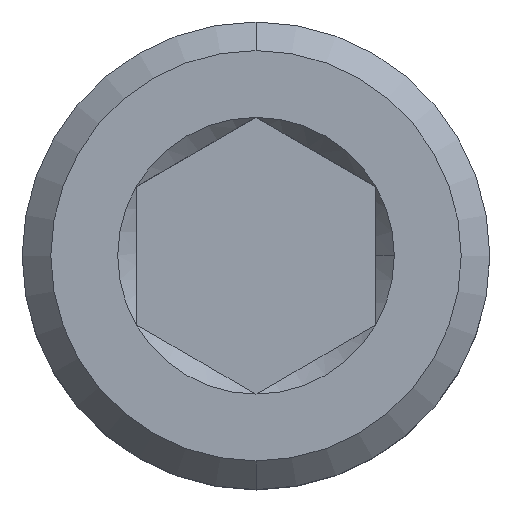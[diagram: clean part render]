
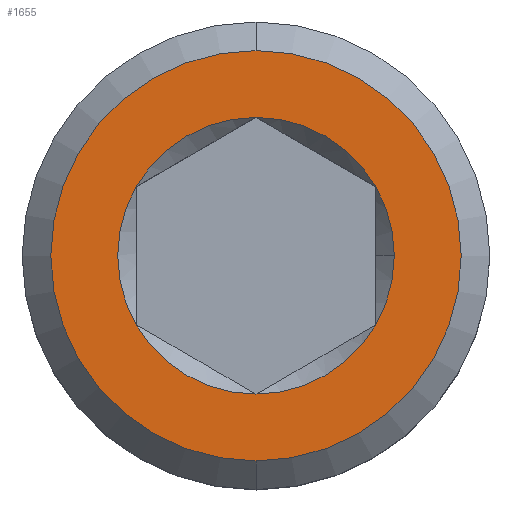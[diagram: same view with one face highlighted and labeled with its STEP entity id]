
A CAD part, top view. The second image highlights one B-rep face of the part: STEP entity #1655.
In plain terms, the highlighted planar face has unit normal (0, 0, 1).
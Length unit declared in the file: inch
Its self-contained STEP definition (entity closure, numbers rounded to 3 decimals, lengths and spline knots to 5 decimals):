
#91 = VERTEX_POINT ( 'NONE', #7682 ) ;
#305 = AXIS2_PLACEMENT_3D ( 'NONE', #2641, #2039, #1465 ) ;
#330 = CARTESIAN_POINT ( 'NONE',  ( 0., 0., 0.556 ) ) ;
#433 = VERTEX_POINT ( 'NONE', #2587 ) ;
#486 = VERTEX_POINT ( 'NONE', #505 ) ;
#505 = CARTESIAN_POINT ( 'NONE',  ( 0., -0.0803, 0.556 ) ) ;
#600 = VERTEX_POINT ( 'NONE', #6652 ) ;
#601 = DIRECTION ( 'NONE',  ( 0., 0., 1. ) ) ;
#646 = EDGE_CURVE ( 'NONE', #433, #486, #3962, .T. ) ;
#840 = DIRECTION ( 'NONE',  ( 0., 0., 1. ) ) ;
#965 = DIRECTION ( 'NONE',  ( 1., 0., 0. ) ) ;
#987 = VERTEX_POINT ( 'NONE', #4685 ) ;
#1465 = DIRECTION ( 'NONE',  ( 0., 1., 0. ) ) ;
#1506 = CIRCLE ( 'NONE', #6830, 0.05413 ) ;
#1608 = CARTESIAN_POINT ( 'NONE',  ( 0., 0., 0.556 ) ) ;
#1610 = CIRCLE ( 'NONE', #305, 0.0803 ) ;
#1655 = ADVANCED_FACE ( 'NONE', ( #4962, #7863 ), #6368, .T. ) ;
#1687 = DIRECTION ( 'NONE',  ( 0., 0., 1. ) ) ;
#1725 = CIRCLE ( 'NONE', #7597, 0.05413 ) ;
#1887 = DIRECTION ( 'NONE',  ( 0., 0., 1. ) ) ;
#1972 = AXIS2_PLACEMENT_3D ( 'NONE', #1608, #6687, #6064 ) ;
#2007 = EDGE_CURVE ( 'NONE', #5250, #600, #5392, .T. ) ;
#2039 = DIRECTION ( 'NONE',  ( 0., 0., -1. ) ) ;
#2180 = ORIENTED_EDGE ( 'NONE', *, *, #646, .F. ) ;
#2576 = CARTESIAN_POINT ( 'NONE',  ( 0., 0., 0.556 ) ) ;
#2581 = VERTEX_POINT ( 'NONE', #5773 ) ;
#2587 = CARTESIAN_POINT ( 'NONE',  ( 0., 0.0803, 0.556 ) ) ;
#2641 = CARTESIAN_POINT ( 'NONE',  ( 0., 0., 0.556 ) ) ;
#2729 = DIRECTION ( 'NONE',  ( 0., 0., 1. ) ) ;
#2760 = VERTEX_POINT ( 'NONE', #5447 ) ;
#2799 = DIRECTION ( 'NONE',  ( 0., 0., 1. ) ) ;
#3059 = CARTESIAN_POINT ( 'NONE',  ( 0.04687, 0.02706, 0.556 ) ) ;
#3128 = CIRCLE ( 'NONE', #6790, 0.05413 ) ;
#3147 = CARTESIAN_POINT ( 'NONE',  ( 0., -0.05413, 0.556 ) ) ;
#3503 = EDGE_CURVE ( 'NONE', #91, #6901, #3512, .T. ) ;
#3512 = CIRCLE ( 'NONE', #5087, 0.05413 ) ;
#3670 = DIRECTION ( 'NONE',  ( 0., 0., -1. ) ) ;
#3704 = EDGE_CURVE ( 'NONE', #987, #5250, #3128, .T. ) ;
#3863 = CARTESIAN_POINT ( 'NONE',  ( 0., 0., 0.556 ) ) ;
#3938 = CARTESIAN_POINT ( 'NONE',  ( 0., 0., 0.556 ) ) ;
#3962 = CIRCLE ( 'NONE', #6998, 0.0803 ) ;
#3991 = CARTESIAN_POINT ( 'NONE',  ( 0., 0., 0.556 ) ) ;
#4174 = EDGE_LOOP ( 'NONE', ( #5875, #4341, #7589, #7783, #6054, #6271, #6963 ) ) ;
#4341 = ORIENTED_EDGE ( 'NONE', *, *, #3704, .F. ) ;
#4685 = CARTESIAN_POINT ( 'NONE',  ( -0.04687, -0.02706, 0.556 ) ) ;
#4962 = FACE_BOUND ( 'NONE', #4174, .T. ) ;
#4999 = CIRCLE ( 'NONE', #7306, 0.05413 ) ;
#5087 = AXIS2_PLACEMENT_3D ( 'NONE', #3991, #2729, #7218 ) ;
#5250 = VERTEX_POINT ( 'NONE', #3147 ) ;
#5330 = DIRECTION ( 'NONE',  ( 0., 0., 1. ) ) ;
#5392 = CIRCLE ( 'NONE', #5982, 0.05413 ) ;
#5447 = CARTESIAN_POINT ( 'NONE',  ( 0., 0.05413, 0.556 ) ) ;
#5648 = EDGE_CURVE ( 'NONE', #600, #91, #1725, .T. ) ;
#5740 = DIRECTION ( 'NONE',  ( 1., 0., 0. ) ) ;
#5773 = CARTESIAN_POINT ( 'NONE',  ( -0.04688, 0.02706, 0.556 ) ) ;
#5875 = ORIENTED_EDGE ( 'NONE', *, *, #2007, .F. ) ;
#5982 = AXIS2_PLACEMENT_3D ( 'NONE', #7230, #2799, #7860 ) ;
#6054 = ORIENTED_EDGE ( 'NONE', *, *, #7200, .F. ) ;
#6064 = DIRECTION ( 'NONE',  ( 1., 0., 0. ) ) ;
#6132 = DIRECTION ( 'NONE',  ( 0., 1., 0. ) ) ;
#6208 = CIRCLE ( 'NONE', #1972, 0.05413 ) ;
#6271 = ORIENTED_EDGE ( 'NONE', *, *, #3503, .F. ) ;
#6280 = ORIENTED_EDGE ( 'NONE', *, *, #7368, .F. ) ;
#6340 = DIRECTION ( 'NONE',  ( 0., -1., 0. ) ) ;
#6368 = PLANE ( 'NONE',  #7964 ) ;
#6570 = DIRECTION ( 'NONE',  ( 1., 0., 0. ) ) ;
#6652 = CARTESIAN_POINT ( 'NONE',  ( 0.04688, -0.02706, 0.556 ) ) ;
#6687 = DIRECTION ( 'NONE',  ( 0., 0., 1. ) ) ;
#6734 = CARTESIAN_POINT ( 'NONE',  ( 0., 0., 0.556 ) ) ;
#6773 = CARTESIAN_POINT ( 'NONE',  ( 0., 0., 0.556 ) ) ;
#6790 = AXIS2_PLACEMENT_3D ( 'NONE', #6734, #1687, #965 ) ;
#6830 = AXIS2_PLACEMENT_3D ( 'NONE', #330, #5330, #7958 ) ;
#6901 = VERTEX_POINT ( 'NONE', #3059 ) ;
#6963 = ORIENTED_EDGE ( 'NONE', *, *, #5648, .F. ) ;
#6998 = AXIS2_PLACEMENT_3D ( 'NONE', #6773, #3670, #6132 ) ;
#7200 = EDGE_CURVE ( 'NONE', #6901, #2760, #4999, .T. ) ;
#7218 = DIRECTION ( 'NONE',  ( 1., 0., 0. ) ) ;
#7230 = CARTESIAN_POINT ( 'NONE',  ( 0., 0., 0.556 ) ) ;
#7306 = AXIS2_PLACEMENT_3D ( 'NONE', #3863, #601, #5740 ) ;
#7368 = EDGE_CURVE ( 'NONE', #486, #433, #1610, .T. ) ;
#7589 = ORIENTED_EDGE ( 'NONE', *, *, #7686, .F. ) ;
#7597 = AXIS2_PLACEMENT_3D ( 'NONE', #3938, #840, #6570 ) ;
#7682 = CARTESIAN_POINT ( 'NONE',  ( 0.05413, 0., 0.556 ) ) ;
#7686 = EDGE_CURVE ( 'NONE', #2581, #987, #1506, .T. ) ;
#7719 = EDGE_CURVE ( 'NONE', #2760, #2581, #6208, .T. ) ;
#7783 = ORIENTED_EDGE ( 'NONE', *, *, #7719, .F. ) ;
#7860 = DIRECTION ( 'NONE',  ( 1., 0., 0. ) ) ;
#7863 = FACE_OUTER_BOUND ( 'NONE', #8271, .T. ) ;
#7958 = DIRECTION ( 'NONE',  ( 1., 0., 0. ) ) ;
#7964 = AXIS2_PLACEMENT_3D ( 'NONE', #2576, #1887, #6340 ) ;
#8271 = EDGE_LOOP ( 'NONE', ( #2180, #6280 ) ) ;
